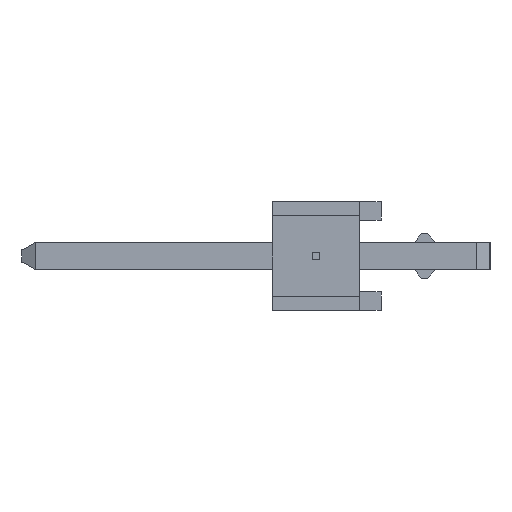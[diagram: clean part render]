
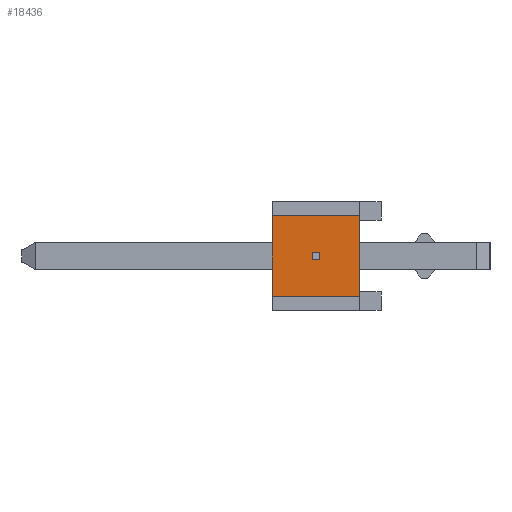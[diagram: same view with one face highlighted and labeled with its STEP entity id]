
A CAD part, left-side view. The second image highlights one B-rep face of the part: STEP entity #18436.
In plain terms, the highlighted planar face has unit normal (-1, 0, 0).
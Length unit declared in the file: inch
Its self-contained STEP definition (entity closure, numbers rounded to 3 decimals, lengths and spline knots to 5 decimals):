
#2247=ORIENTED_EDGE('',*,*,#6893,.F.);
#2248=ORIENTED_EDGE('',*,*,#6894,.F.);
#2249=ORIENTED_EDGE('',*,*,#6895,.F.);
#2250=ORIENTED_EDGE('',*,*,#6896,.F.);
#2251=ORIENTED_EDGE('',*,*,#6897,.F.);
#2252=ORIENTED_EDGE('',*,*,#6898,.F.);
#2253=ORIENTED_EDGE('',*,*,#6899,.F.);
#2254=ORIENTED_EDGE('',*,*,#6900,.F.);
#6893=EDGE_CURVE('',#9003,#9004,#11157,.T.);
#6894=EDGE_CURVE('',#9005,#9003,#11158,.T.);
#6895=EDGE_CURVE('',#9006,#9005,#11159,.T.);
#6896=EDGE_CURVE('',#9004,#9006,#11160,.T.);
#6897=EDGE_CURVE('',#9007,#9008,#11161,.T.);
#6898=EDGE_CURVE('',#9009,#9007,#11162,.T.);
#6899=EDGE_CURVE('',#9010,#9009,#11163,.T.);
#6900=EDGE_CURVE('',#9008,#9010,#11164,.T.);
#9003=VERTEX_POINT('',#27911);
#9004=VERTEX_POINT('',#27912);
#9005=VERTEX_POINT('',#27914);
#9006=VERTEX_POINT('',#27916);
#9007=VERTEX_POINT('',#27919);
#9008=VERTEX_POINT('',#27920);
#9009=VERTEX_POINT('',#27922);
#9010=VERTEX_POINT('',#27924);
#11157=LINE('',#27910,#13777);
#11158=LINE('',#27913,#13778);
#11159=LINE('',#27915,#13779);
#11160=LINE('',#27917,#13780);
#11161=LINE('',#27918,#13781);
#11162=LINE('',#27921,#13782);
#11163=LINE('',#27923,#13783);
#11164=LINE('',#27925,#13784);
#13777=VECTOR('',#22568,39.37008);
#13778=VECTOR('',#22569,39.37008);
#13779=VECTOR('',#22570,39.37008);
#13780=VECTOR('',#22571,39.37008);
#13781=VECTOR('',#22572,39.37008);
#13782=VECTOR('',#22573,39.37008);
#13783=VECTOR('',#22574,39.37008);
#13784=VECTOR('',#22575,39.37008);
#15211=EDGE_LOOP('',(#2247,#2248,#2249,#2250));
#15212=EDGE_LOOP('',(#2251,#2252,#2253,#2254));
#16313=FACE_BOUND('',#15211,.T.);
#16314=FACE_BOUND('',#15212,.T.);
#17415=PLANE('',#19483);
#18436=ADVANCED_FACE('',(#16313,#16314),#17415,.F.);
#19483=AXIS2_PLACEMENT_3D('',#27909,#22566,#22567);
#22566=DIRECTION('',(1.,0.,0.));
#22567=DIRECTION('',(0.,0.,-1.));
#22568=DIRECTION('',(0.,0.,-1.));
#22569=DIRECTION('',(0.,1.,0.));
#22570=DIRECTION('',(0.,0.,1.));
#22571=DIRECTION('',(0.,-1.,0.));
#22572=DIRECTION('',(0.,0.,-1.));
#22573=DIRECTION('',(0.,-1.,0.));
#22574=DIRECTION('',(0.,0.,1.));
#22575=DIRECTION('',(0.,1.,0.));
#27909=CARTESIAN_POINT('',(-0.992,0.,0.));
#27910=CARTESIAN_POINT('',(-0.992,0.06353,0.));
#27911=CARTESIAN_POINT('',(-0.992,0.06353,0.00339));
#27912=CARTESIAN_POINT('',(-0.992,0.06353,-0.00339));
#27913=CARTESIAN_POINT('',(-0.992,0.,0.00339));
#27914=CARTESIAN_POINT('',(-0.992,0.05647,0.00339));
#27915=CARTESIAN_POINT('',(-0.992,0.05647,0.));
#27916=CARTESIAN_POINT('',(-0.992,0.05647,-0.00339));
#27917=CARTESIAN_POINT('',(-0.992,0.,-0.00339));
#27918=CARTESIAN_POINT('',(-0.992,0.02,0.));
#27919=CARTESIAN_POINT('',(-0.992,0.02,0.037));
#27920=CARTESIAN_POINT('',(-0.992,0.02,-0.037));
#27921=CARTESIAN_POINT('',(-0.992,0.1,0.037));
#27922=CARTESIAN_POINT('',(-0.992,0.1,0.037));
#27923=CARTESIAN_POINT('',(-0.992,0.1,-0.037));
#27924=CARTESIAN_POINT('',(-0.992,0.1,-0.037));
#27925=CARTESIAN_POINT('',(-0.992,0.,-0.037));
